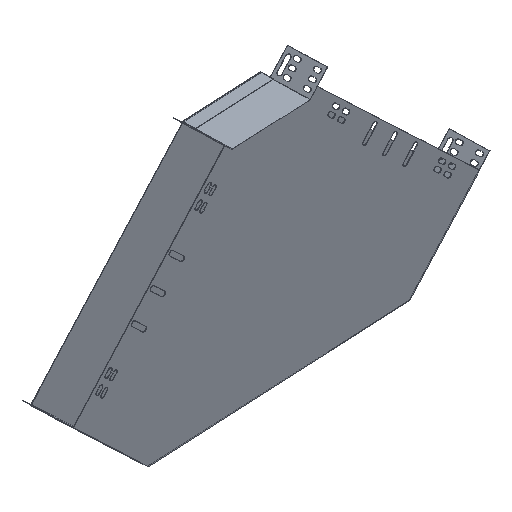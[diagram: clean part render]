
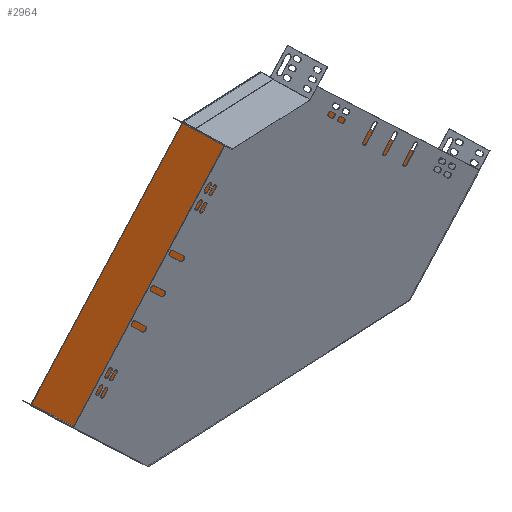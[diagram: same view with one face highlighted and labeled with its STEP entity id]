
A CAD part, isometric view. The second image highlights one B-rep face of the part: STEP entity #2964.
In plain terms, the highlighted planar face has unit normal (0.022, -1, 0.006).
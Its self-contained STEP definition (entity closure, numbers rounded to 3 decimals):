
#426 = VERTEX_POINT ( 'NONE', #7667 ) ;
#431 = ORIENTED_EDGE ( 'NONE', *, *, #3445, .F. ) ;
#439 = VERTEX_POINT ( 'NONE', #3131 ) ;
#539 = ORIENTED_EDGE ( 'NONE', *, *, #3493, .T. ) ;
#781 = DIRECTION ( 'NONE',  ( 0.999, 0.022, 0.027 ) ) ;
#1001 = VECTOR ( 'NONE', #6873, 1000. ) ;
#1020 = VERTEX_POINT ( 'NONE', #5739 ) ;
#1120 = LINE ( 'NONE', #2509, #1341 ) ;
#1220 = LINE ( 'NONE', #7337, #3059 ) ;
#1341 = VECTOR ( 'NONE', #7131, 1000. ) ;
#1390 = CARTESIAN_POINT ( 'NONE',  ( -395.842, 79.675, -46.01 ) ) ;
#1453 = VECTOR ( 'NONE', #781, 1000. ) ;
#1455 = ORIENTED_EDGE ( 'NONE', *, *, #3471, .T. ) ;
#1551 = CARTESIAN_POINT ( 'NONE',  ( -516.41, 77.777, 68.221 ) ) ;
#1585 = VERTEX_POINT ( 'NONE', #4150 ) ;
#1725 = CARTESIAN_POINT ( 'NONE',  ( 77.492, 90.065, -33.211 ) ) ;
#2008 = DIRECTION ( 'NONE',  ( 0.726, 0.011, -0.688 ) ) ;
#2012 = VERTEX_POINT ( 'NONE', #4112 ) ;
#2260 = CARTESIAN_POINT ( 'NONE',  ( -516.41, 77.777, 68.221 ) ) ;
#2317 = LINE ( 'NONE', #7234, #7345 ) ;
#2381 = EDGE_LOOP ( 'NONE', ( #2947, #7049, #539, #1455, #431, #7161, #3662, #4322, #2517, #5781 ) ) ;
#2504 = LINE ( 'NONE', #8427, #7548 ) ;
#2509 = CARTESIAN_POINT ( 'NONE',  ( -240.76, 85.644, 360.324 ) ) ;
#2517 = ORIENTED_EDGE ( 'NONE', *, *, #3403, .T. ) ;
#2582 = CARTESIAN_POINT ( 'NONE',  ( -99.424, 88.746, 364.145 ) ) ;
#2947 = ORIENTED_EDGE ( 'NONE', *, *, #3745, .F. ) ;
#2964 = ADVANCED_FACE ( 'NONE', ( #3055 ), #3060, .T. ) ;
#3055 = FACE_OUTER_BOUND ( 'NONE', #2381, .T. ) ;
#3059 = VECTOR ( 'NONE', #3492, 1000. ) ;
#3060 = PLANE ( 'NONE',  #7128 ) ;
#3131 = CARTESIAN_POINT ( 'NONE',  ( 191.668, 93.324, 87.867 ) ) ;
#3324 = VERTEX_POINT ( 'NONE', #1725 ) ;
#3368 = EDGE_CURVE ( 'NONE', #2012, #7668, #1120, .T. ) ;
#3403 = EDGE_CURVE ( 'NONE', #4516, #2012, #2504, .T. ) ;
#3417 = EDGE_CURVE ( 'NONE', #4516, #426, #5863, .T. ) ;
#3426 = CARTESIAN_POINT ( 'NONE',  ( -99.41, 88.744, 363.645 ) ) ;
#3429 = EDGE_CURVE ( 'NONE', #439, #1585, #2317, .T. ) ;
#3445 = EDGE_CURVE ( 'NONE', #1585, #3324, #5299, .T. ) ;
#3471 = EDGE_CURVE ( 'NONE', #6572, #3324, #8224, .T. ) ;
#3492 = DIRECTION ( 'NONE',  ( 0.687, 0.02, 0.726 ) ) ;
#3493 = EDGE_CURVE ( 'NONE', #5159, #6572, #3764, .T. ) ;
#3506 = EDGE_CURVE ( 'NONE', #5159, #1020, #6164, .T. ) ;
#3662 = ORIENTED_EDGE ( 'NONE', *, *, #3728, .F. ) ;
#3728 = EDGE_CURVE ( 'NONE', #426, #439, #8401, .T. ) ;
#3745 = EDGE_CURVE ( 'NONE', #1020, #7668, #1220, .T. ) ;
#3754 = VECTOR ( 'NONE', #2008, 1000. ) ;
#3764 = LINE ( 'NONE', #1551, #4693 ) ;
#3806 = CARTESIAN_POINT ( 'NONE',  ( 191.668, 93.324, 87.867 ) ) ;
#4041 = DIRECTION ( 'NONE',  ( -0.999, -0.022, -0.027 ) ) ;
#4112 = CARTESIAN_POINT ( 'NONE',  ( -240.76, 85.644, 360.324 ) ) ;
#4150 = CARTESIAN_POINT ( 'NONE',  ( 191.681, 93.321, 87.368 ) ) ;
#4162 = DIRECTION ( 'NONE',  ( -0.687, -0.02, -0.726 ) ) ;
#4225 = CARTESIAN_POINT ( 'NONE',  ( -516.41, 77.777, 68.221 ) ) ;
#4322 = ORIENTED_EDGE ( 'NONE', *, *, #3417, .F. ) ;
#4483 = DIRECTION ( 'NONE',  ( 0.027, -0.006, -1. ) ) ;
#4516 = VERTEX_POINT ( 'NONE', #7492 ) ;
#4693 = VECTOR ( 'NONE', #6845, 1000. ) ;
#4945 = CARTESIAN_POINT ( 'NONE',  ( 77.492, 90.065, -33.211 ) ) ;
#5159 = VERTEX_POINT ( 'NONE', #4225 ) ;
#5299 = LINE ( 'NONE', #7914, #7153 ) ;
#5673 = VECTOR ( 'NONE', #5935, 1000. ) ;
#5739 = CARTESIAN_POINT ( 'NONE',  ( -516.424, 77.78, 68.721 ) ) ;
#5781 = ORIENTED_EDGE ( 'NONE', *, *, #3368, .T. ) ;
#5863 = LINE ( 'NONE', #2582, #5673 ) ;
#5935 = DIRECTION ( 'NONE',  ( 0.027, -0.006, -1. ) ) ;
#6164 = LINE ( 'NONE', #2260, #1001 ) ;
#6572 = VERTEX_POINT ( 'NONE', #1390 ) ;
#6845 = DIRECTION ( 'NONE',  ( 0.726, 0.011, -0.688 ) ) ;
#6873 = DIRECTION ( 'NONE',  ( -0.027, 0.006, 1. ) ) ;
#7049 = ORIENTED_EDGE ( 'NONE', *, *, #3506, .F. ) ;
#7128 = AXIS2_PLACEMENT_3D ( 'NONE', #3806, #8232, #4483 ) ;
#7131 = DIRECTION ( 'NONE',  ( 0.027, -0.006, -1. ) ) ;
#7153 = VECTOR ( 'NONE', #4162, 1000. ) ;
#7161 = ORIENTED_EDGE ( 'NONE', *, *, #3429, .F. ) ;
#7234 = CARTESIAN_POINT ( 'NONE',  ( 191.668, 93.324, 87.867 ) ) ;
#7337 = CARTESIAN_POINT ( 'NONE',  ( -240.746, 85.641, 359.824 ) ) ;
#7345 = VECTOR ( 'NONE', #8454, 1000. ) ;
#7386 = CARTESIAN_POINT ( 'NONE',  ( -240.746, 85.641, 359.824 ) ) ;
#7492 = CARTESIAN_POINT ( 'NONE',  ( -99.424, 88.746, 364.145 ) ) ;
#7548 = VECTOR ( 'NONE', #4041, 1000. ) ;
#7667 = CARTESIAN_POINT ( 'NONE',  ( -99.41, 88.744, 363.645 ) ) ;
#7668 = VERTEX_POINT ( 'NONE', #7386 ) ;
#7914 = CARTESIAN_POINT ( 'NONE',  ( 191.681, 93.321, 87.368 ) ) ;
#8224 = LINE ( 'NONE', #4945, #1453 ) ;
#8232 = DIRECTION ( 'NONE',  ( 0.022, -1., 0.006 ) ) ;
#8401 = LINE ( 'NONE', #3426, #3754 ) ;
#8427 = CARTESIAN_POINT ( 'NONE',  ( -240.76, 85.644, 360.324 ) ) ;
#8454 = DIRECTION ( 'NONE',  ( 0.027, -0.006, -1. ) ) ;
